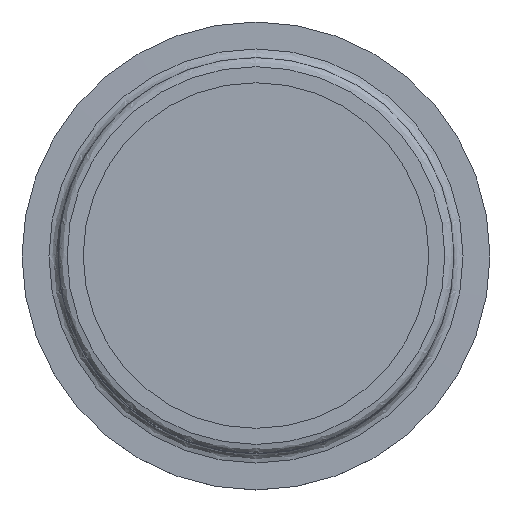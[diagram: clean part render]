
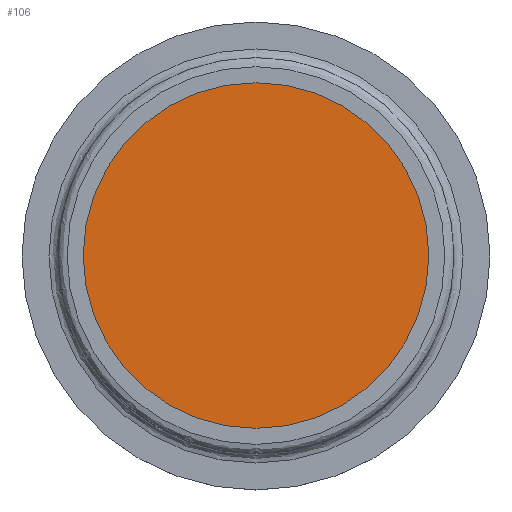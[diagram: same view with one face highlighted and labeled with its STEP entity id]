
A CAD part, top view. The second image highlights one B-rep face of the part: STEP entity #106.
In plain terms, the highlighted planar face has unit normal (0, 0, 1).
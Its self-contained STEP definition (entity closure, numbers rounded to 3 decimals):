
#27=DIRECTION('',(0.,0.,1.));
#40=DIRECTION('',(0.,0.,1.));
#68=VERTEX_POINT('',#69);
#69=CARTESIAN_POINT('',(-0.7,0.,8.79));
#75=ORIENTED_EDGE('',*,*,#76,.F.);
#76=EDGE_CURVE('',#68,#68,#77,.T.);
#77=CIRCLE('',#78,2.4);
#78=AXIS2_PLACEMENT_3D('',#79,#27,#80);
#79=CARTESIAN_POINT('',(1.7,0.,8.79));
#80=DIRECTION('',(-1.,0.,0.));
#106=ADVANCED_FACE('',(#107),#109,.T.);
#107=FACE_BOUND('',#108,.F.);
#108=EDGE_LOOP('',(#75));
#109=PLANE('',#110);
#110=AXIS2_PLACEMENT_3D('',#79,#40,#80);
